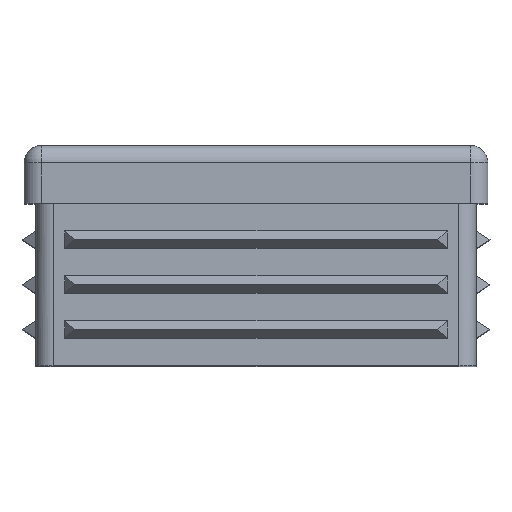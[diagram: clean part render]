
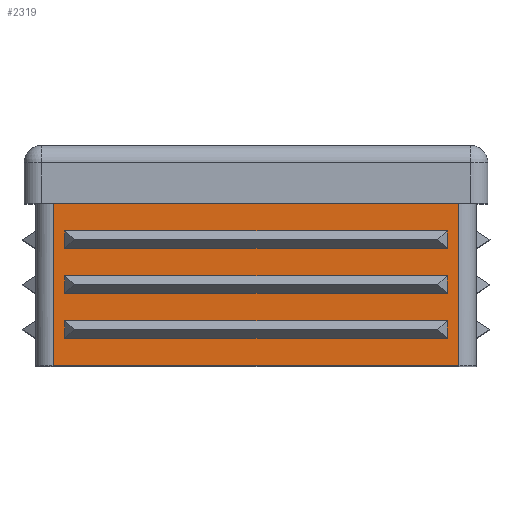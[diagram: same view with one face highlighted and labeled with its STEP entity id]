
A CAD part, top view. The second image highlights one B-rep face of the part: STEP entity #2319.
In plain terms, the highlighted planar face has unit normal (0, 0, 1).
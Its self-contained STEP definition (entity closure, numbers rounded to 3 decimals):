
#37 = ORIENTED_EDGE ( 'NONE', *, *, #2828, .F. ) ;
#61 = LINE ( 'NONE', #527, #392 ) ;
#71 = VERTEX_POINT ( 'NONE', #2503 ) ;
#73 = DIRECTION ( 'NONE',  ( -1., 0., 0. ) ) ;
#102 = LINE ( 'NONE', #1964, #1755 ) ;
#104 = EDGE_CURVE ( 'NONE', #362, #1732, #1526, .T. ) ;
#146 = LINE ( 'NONE', #2676, #200 ) ;
#152 = CARTESIAN_POINT ( 'NONE',  ( 16.5, 3.875, 19. ) ) ;
#164 = EDGE_CURVE ( 'NONE', #2809, #2902, #3038, .T. ) ;
#200 = VECTOR ( 'NONE', #326, 1000. ) ;
#205 = EDGE_LOOP ( 'NONE', ( #2927, #787, #2495, #263 ) ) ;
#208 = CARTESIAN_POINT ( 'NONE',  ( 17.5, 0., 19. ) ) ;
#244 = CARTESIAN_POINT ( 'NONE',  ( 21.545, 10.125, 19. ) ) ;
#248 = ORIENTED_EDGE ( 'NONE', *, *, #2479, .T. ) ;
#263 = ORIENTED_EDGE ( 'NONE', *, *, #104, .F. ) ;
#275 = CARTESIAN_POINT ( 'NONE',  ( 16.5, 11.625, 19. ) ) ;
#298 = DIRECTION ( 'NONE',  ( 0., 1., 0. ) ) ;
#310 = CARTESIAN_POINT ( 'NONE',  ( 17.5, 11.625, 19. ) ) ;
#326 = DIRECTION ( 'NONE',  ( 0., 1., 0. ) ) ;
#338 = CARTESIAN_POINT ( 'NONE',  ( -16.5, 3.875, 19. ) ) ;
#362 = VERTEX_POINT ( 'NONE', #275 ) ;
#392 = VECTOR ( 'NONE', #1199, 1000. ) ;
#401 = CARTESIAN_POINT ( 'NONE',  ( -17.5, 11.625, 19. ) ) ;
#414 = EDGE_LOOP ( 'NONE', ( #248, #2850, #1544, #2395 ) ) ;
#455 = DIRECTION ( 'NONE',  ( -1., 0., 0. ) ) ;
#472 = CARTESIAN_POINT ( 'NONE',  ( 21.545, 3.875, 19. ) ) ;
#512 = EDGE_CURVE ( 'NONE', #1149, #737, #2014, .T. ) ;
#524 = CARTESIAN_POINT ( 'NONE',  ( -16.5, -13.153, 19. ) ) ;
#527 = CARTESIAN_POINT ( 'NONE',  ( 21.545, 0., 19. ) ) ;
#533 = VERTEX_POINT ( 'NONE', #2979 ) ;
#562 = ORIENTED_EDGE ( 'NONE', *, *, #2989, .T. ) ;
#567 = VERTEX_POINT ( 'NONE', #1057 ) ;
#572 = EDGE_CURVE ( 'NONE', #71, #1368, #102, .T. ) ;
#615 = VERTEX_POINT ( 'NONE', #1041 ) ;
#619 = CARTESIAN_POINT ( 'NONE',  ( -16.5, -13.153, 19. ) ) ;
#629 = VERTEX_POINT ( 'NONE', #338 ) ;
#649 = LINE ( 'NONE', #3046, #2183 ) ;
#665 = CARTESIAN_POINT ( 'NONE',  ( -16.5, 10.125, 19. ) ) ;
#698 = DIRECTION ( 'NONE',  ( -1., 0., 0. ) ) ;
#720 = CARTESIAN_POINT ( 'NONE',  ( 21.545, 6.25, 19. ) ) ;
#732 = EDGE_CURVE ( 'NONE', #2340, #629, #2998, .T. ) ;
#737 = VERTEX_POINT ( 'NONE', #1377 ) ;
#787 = ORIENTED_EDGE ( 'NONE', *, *, #164, .T. ) ;
#792 = ORIENTED_EDGE ( 'NONE', *, *, #1150, .T. ) ;
#829 = EDGE_CURVE ( 'NONE', #2905, #737, #61, .T. ) ;
#836 = CARTESIAN_POINT ( 'NONE',  ( 21.545, 11.625, 19. ) ) ;
#868 = DIRECTION ( 'NONE',  ( 0., 0., -1. ) ) ;
#869 = DIRECTION ( 'NONE',  ( 0., -1., 0. ) ) ;
#1019 = CARTESIAN_POINT ( 'NONE',  ( -16.5, 7.75, 19. ) ) ;
#1041 = CARTESIAN_POINT ( 'NONE',  ( -16.5, 6.25, 19. ) ) ;
#1057 = CARTESIAN_POINT ( 'NONE',  ( -16.5, 2.375, 19. ) ) ;
#1120 = VERTEX_POINT ( 'NONE', #2736 ) ;
#1144 = VECTOR ( 'NONE', #298, 1000. ) ;
#1149 = VERTEX_POINT ( 'NONE', #2134 ) ;
#1150 = EDGE_CURVE ( 'NONE', #1285, #567, #1434, .T. ) ;
#1196 = LINE ( 'NONE', #310, #1940 ) ;
#1197 = VECTOR ( 'NONE', #2243, 1000. ) ;
#1199 = DIRECTION ( 'NONE',  ( -1., 0., 0. ) ) ;
#1285 = VERTEX_POINT ( 'NONE', #2899 ) ;
#1296 = VECTOR ( 'NONE', #455, 1000. ) ;
#1299 = PLANE ( 'NONE',  #1836 ) ;
#1310 = VECTOR ( 'NONE', #1616, 1000. ) ;
#1315 = FACE_OUTER_BOUND ( 'NONE', #414, .T. ) ;
#1355 = CARTESIAN_POINT ( 'NONE',  ( 21.545, 11.625, 19. ) ) ;
#1368 = VERTEX_POINT ( 'NONE', #1019 ) ;
#1377 = CARTESIAN_POINT ( 'NONE',  ( -17.5, 0., 19. ) ) ;
#1396 = VECTOR ( 'NONE', #2017, 1000. ) ;
#1434 = LINE ( 'NONE', #2364, #1310 ) ;
#1492 = ORIENTED_EDGE ( 'NONE', *, *, #572, .F. ) ;
#1499 = ORIENTED_EDGE ( 'NONE', *, *, #2653, .T. ) ;
#1526 = LINE ( 'NONE', #1355, #1396 ) ;
#1544 = ORIENTED_EDGE ( 'NONE', *, *, #829, .F. ) ;
#1562 = EDGE_CURVE ( 'NONE', #2809, #362, #146, .T. ) ;
#1567 = DIRECTION ( 'NONE',  ( 0., 1., 0. ) ) ;
#1612 = DIRECTION ( 'NONE',  ( -1., 0., 0. ) ) ;
#1616 = DIRECTION ( 'NONE',  ( -1., 0., 0. ) ) ;
#1682 = DIRECTION ( 'NONE',  ( 0., 1., 0. ) ) ;
#1710 = EDGE_LOOP ( 'NONE', ( #37, #792, #2403, #2894 ) ) ;
#1732 = VERTEX_POINT ( 'NONE', #2564 ) ;
#1755 = VECTOR ( 'NONE', #2250, 1000. ) ;
#1836 = AXIS2_PLACEMENT_3D ( 'NONE', #836, #868, #2514 ) ;
#1854 = CARTESIAN_POINT ( 'NONE',  ( -16.5, -13.153, 19. ) ) ;
#1935 = ORIENTED_EDGE ( 'NONE', *, *, #2840, .F. ) ;
#1938 = LINE ( 'NONE', #720, #2245 ) ;
#1940 = VECTOR ( 'NONE', #1682, 1000. ) ;
#1941 = LINE ( 'NONE', #524, #1144 ) ;
#1955 = VECTOR ( 'NONE', #869, 1000. ) ;
#1962 = EDGE_LOOP ( 'NONE', ( #1935, #562, #1499, #1492 ) ) ;
#1964 = CARTESIAN_POINT ( 'NONE',  ( 21.545, 7.75, 19. ) ) ;
#2009 = LINE ( 'NONE', #619, #2382 ) ;
#2014 = LINE ( 'NONE', #401, #1955 ) ;
#2017 = DIRECTION ( 'NONE',  ( -1., 0., 0. ) ) ;
#2073 = LINE ( 'NONE', #1854, #2239 ) ;
#2085 = LINE ( 'NONE', #2329, #1296 ) ;
#2134 = CARTESIAN_POINT ( 'NONE',  ( -17.5, 14., 19. ) ) ;
#2154 = VECTOR ( 'NONE', #698, 1000. ) ;
#2183 = VECTOR ( 'NONE', #2314, 1000. ) ;
#2230 = FACE_BOUND ( 'NONE', #1710, .T. ) ;
#2239 = VECTOR ( 'NONE', #2775, 1000. ) ;
#2243 = DIRECTION ( 'NONE',  ( 0., 1., 0. ) ) ;
#2245 = VECTOR ( 'NONE', #73, 1000. ) ;
#2250 = DIRECTION ( 'NONE',  ( -1., 0., 0. ) ) ;
#2314 = DIRECTION ( 'NONE',  ( 0., 1., 0. ) ) ;
#2319 = ADVANCED_FACE ( 'NONE', ( #2230, #2945, #2978, #1315 ), #1299, .F. ) ;
#2329 = CARTESIAN_POINT ( 'NONE',  ( 21.545, 14., 19. ) ) ;
#2340 = VERTEX_POINT ( 'NONE', #152 ) ;
#2364 = CARTESIAN_POINT ( 'NONE',  ( 21.545, 2.375, 19. ) ) ;
#2382 = VECTOR ( 'NONE', #1567, 1000. ) ;
#2395 = ORIENTED_EDGE ( 'NONE', *, *, #2984, .T. ) ;
#2403 = ORIENTED_EDGE ( 'NONE', *, *, #2436, .T. ) ;
#2436 = EDGE_CURVE ( 'NONE', #567, #629, #2073, .T. ) ;
#2464 = CARTESIAN_POINT ( 'NONE',  ( 16.5, -13.153, 19. ) ) ;
#2479 = EDGE_CURVE ( 'NONE', #533, #1149, #2085, .T. ) ;
#2495 = ORIENTED_EDGE ( 'NONE', *, *, #2729, .T. ) ;
#2503 = CARTESIAN_POINT ( 'NONE',  ( 16.5, 7.75, 19. ) ) ;
#2514 = DIRECTION ( 'NONE',  ( 0., 1., 0. ) ) ;
#2564 = CARTESIAN_POINT ( 'NONE',  ( -16.5, 11.625, 19. ) ) ;
#2653 = EDGE_CURVE ( 'NONE', #615, #1368, #1941, .T. ) ;
#2676 = CARTESIAN_POINT ( 'NONE',  ( 16.5, -13.153, 19. ) ) ;
#2688 = VECTOR ( 'NONE', #1612, 1000. ) ;
#2729 = EDGE_CURVE ( 'NONE', #2902, #1732, #2009, .T. ) ;
#2736 = CARTESIAN_POINT ( 'NONE',  ( 16.5, 6.25, 19. ) ) ;
#2775 = DIRECTION ( 'NONE',  ( 0., 1., 0. ) ) ;
#2809 = VERTEX_POINT ( 'NONE', #2926 ) ;
#2828 = EDGE_CURVE ( 'NONE', #1285, #2340, #2907, .T. ) ;
#2840 = EDGE_CURVE ( 'NONE', #1120, #71, #649, .T. ) ;
#2850 = ORIENTED_EDGE ( 'NONE', *, *, #512, .T. ) ;
#2894 = ORIENTED_EDGE ( 'NONE', *, *, #732, .F. ) ;
#2899 = CARTESIAN_POINT ( 'NONE',  ( 16.5, 2.375, 19. ) ) ;
#2902 = VERTEX_POINT ( 'NONE', #665 ) ;
#2905 = VERTEX_POINT ( 'NONE', #208 ) ;
#2907 = LINE ( 'NONE', #2464, #1197 ) ;
#2926 = CARTESIAN_POINT ( 'NONE',  ( 16.5, 10.125, 19. ) ) ;
#2927 = ORIENTED_EDGE ( 'NONE', *, *, #1562, .F. ) ;
#2945 = FACE_BOUND ( 'NONE', #1962, .T. ) ;
#2978 = FACE_BOUND ( 'NONE', #205, .T. ) ;
#2979 = CARTESIAN_POINT ( 'NONE',  ( 17.5, 14., 19. ) ) ;
#2984 = EDGE_CURVE ( 'NONE', #2905, #533, #1196, .T. ) ;
#2989 = EDGE_CURVE ( 'NONE', #1120, #615, #1938, .T. ) ;
#2998 = LINE ( 'NONE', #472, #2688 ) ;
#3038 = LINE ( 'NONE', #244, #2154 ) ;
#3046 = CARTESIAN_POINT ( 'NONE',  ( 16.5, -13.153, 19. ) ) ;
